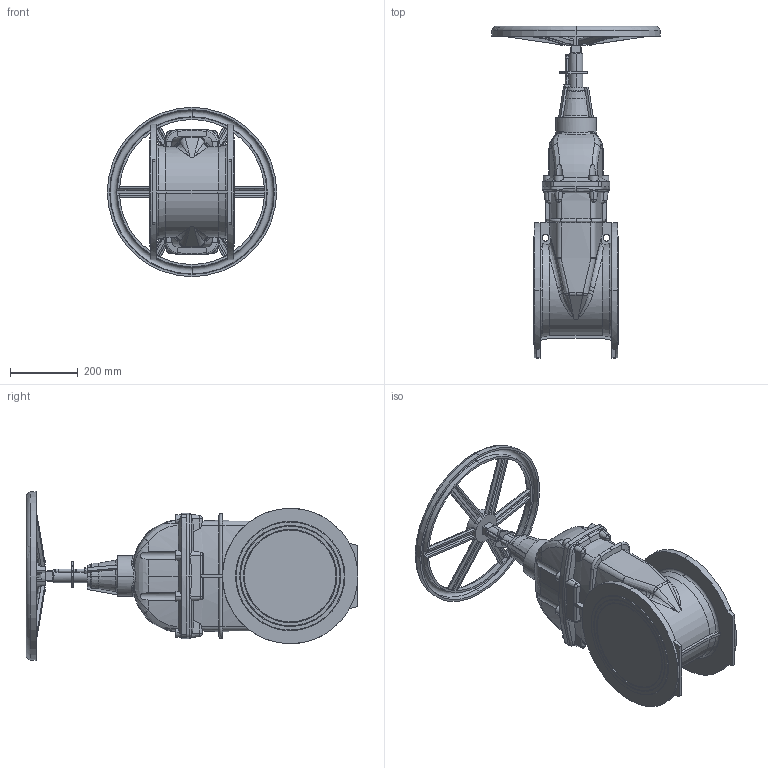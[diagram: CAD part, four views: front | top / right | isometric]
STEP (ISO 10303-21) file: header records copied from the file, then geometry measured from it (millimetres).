
FILE_DESCRIPTION (( 'STEP AP203' ), '1' );
FILE_NAME ('0625035006 Outline Drawing.STEP', '2014-05-08T07:32:17', ( '' ), ( '' ), 'SwSTEP 2.0', 'SolidWorks 2012', '' );
FILE_SCHEMA (( 'CONFIG_CONTROL_DESIGN' ));
Length unit declared in the file: millimetre
Products named in the file (1): 0625035006 Outline Drawing
Bounding box: 500 x 980 x 500 mm (x, y, z)
Volume: 36311801.8 mm3; surface area: 1408482.8 mm2
Topology: 1 solids, 1 shells, 600 faces, 1581 edges, 984 vertices
Faces by surface type: plane 177, cone 136, bspline 123, cylinder 98, torus 60, sphere 6
Entity records: 28408 total; most frequent: CARTESIAN_POINT 15149, ORIENTED_EDGE 3146, DIRECTION 2336, EDGE_CURVE 1573, VERTEX_POINT 984, AXIS2_PLACEMENT_3D 955, EDGE_LOOP 627, ADVANCED_FACE 600
